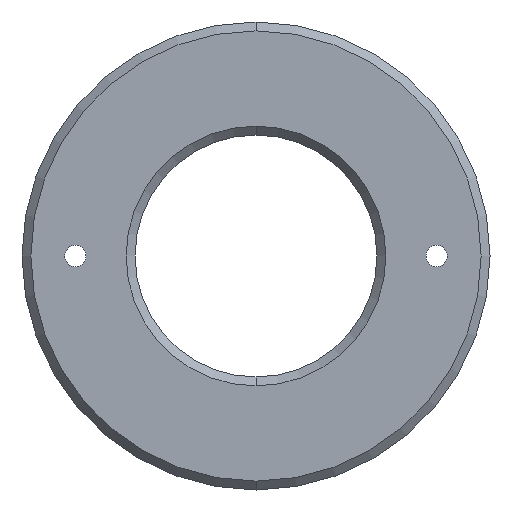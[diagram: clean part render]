
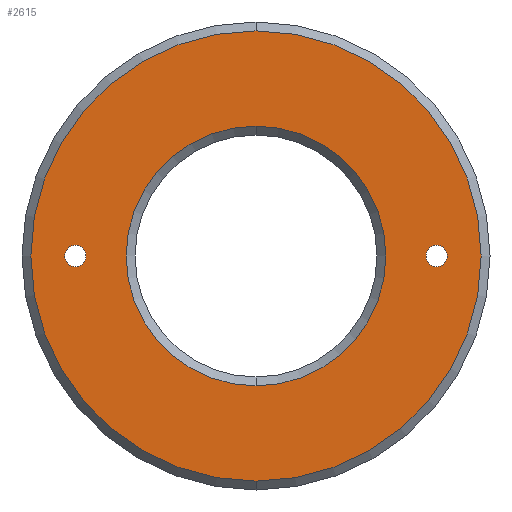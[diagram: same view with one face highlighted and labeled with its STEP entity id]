
A CAD part, front view. The second image highlights one B-rep face of the part: STEP entity #2615.
In plain terms, the highlighted planar face has unit normal (0, -1, 0).
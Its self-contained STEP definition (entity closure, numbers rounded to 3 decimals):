
#110 = CIRCLE ( 'NONE', #1085, 0.6 ) ;
#195 = DIRECTION ( 'NONE',  ( 0., 1., 0. ) ) ;
#204 = VERTEX_POINT ( 'NONE', #5490 ) ;
#615 = EDGE_CURVE ( 'NONE', #5861, #11327, #693, .T. ) ;
#693 = CIRCLE ( 'NONE', #6508, 0.6 ) ;
#698 = EDGE_CURVE ( 'NONE', #7584, #204, #110, .T. ) ;
#798 = CARTESIAN_POINT ( 'NONE',  ( 10.15, 0., 0. ) ) ;
#1085 = AXIS2_PLACEMENT_3D ( 'NONE', #2082, #195, #8608 ) ;
#1270 = CIRCLE ( 'NONE', #2816, 7.295 ) ;
#1790 = DIRECTION ( 'NONE',  ( 0., 1., 0. ) ) ;
#1887 = ORIENTED_EDGE ( 'NONE', *, *, #10104, .T. ) ;
#1895 = DIRECTION ( 'NONE',  ( 0., 0., 1. ) ) ;
#2082 = CARTESIAN_POINT ( 'NONE',  ( -10.15, 0., 0. ) ) ;
#2148 = DIRECTION ( 'NONE',  ( 0., -1., 0. ) ) ;
#2150 = EDGE_LOOP ( 'NONE', ( #9562, #9909 ) ) ;
#2265 = DIRECTION ( 'NONE',  ( 0., 0., 1. ) ) ;
#2550 = DIRECTION ( 'NONE',  ( 0., 1., 0. ) ) ;
#2615 = ADVANCED_FACE ( 'NONE', ( #7366, #10935, #6423, #4421 ), #11177, .F. ) ;
#2675 = EDGE_CURVE ( 'NONE', #11327, #5861, #8707, .T. ) ;
#2715 = CARTESIAN_POINT ( 'NONE',  ( 10.15, 0., 0. ) ) ;
#2807 = VERTEX_POINT ( 'NONE', #5007 ) ;
#2816 = AXIS2_PLACEMENT_3D ( 'NONE', #11960, #11779, #3556 ) ;
#2871 = CARTESIAN_POINT ( 'NONE',  ( 10.15, 0., -0.6 ) ) ;
#3137 = CIRCLE ( 'NONE', #8025, 7.295 ) ;
#3296 = VERTEX_POINT ( 'NONE', #10084 ) ;
#3522 = CARTESIAN_POINT ( 'NONE',  ( 0., 0., 0. ) ) ;
#3546 = AXIS2_PLACEMENT_3D ( 'NONE', #10519, #2148, #2265 ) ;
#3556 = DIRECTION ( 'NONE',  ( 0., 0., 1. ) ) ;
#3679 = DIRECTION ( 'NONE',  ( 0., 0., 1. ) ) ;
#3770 = EDGE_LOOP ( 'NONE', ( #4278, #10950 ) ) ;
#3853 = CARTESIAN_POINT ( 'NONE',  ( 0., 0., -7.295 ) ) ;
#4278 = ORIENTED_EDGE ( 'NONE', *, *, #615, .T. ) ;
#4421 = FACE_OUTER_BOUND ( 'NONE', #7000, .T. ) ;
#4478 = DIRECTION ( 'NONE',  ( 0., 0., 1. ) ) ;
#5007 = CARTESIAN_POINT ( 'NONE',  ( 0., 0., -12.645 ) ) ;
#5024 = EDGE_CURVE ( 'NONE', #2807, #5156, #10600, .T. ) ;
#5156 = VERTEX_POINT ( 'NONE', #7537 ) ;
#5397 = DIRECTION ( 'NONE',  ( 0., 1., 0. ) ) ;
#5402 = CARTESIAN_POINT ( 'NONE',  ( 10.15, 0., 0.6 ) ) ;
#5490 = CARTESIAN_POINT ( 'NONE',  ( -10.15, 0., 0.6 ) ) ;
#5597 = CARTESIAN_POINT ( 'NONE',  ( 0., 0., 0. ) ) ;
#5840 = CARTESIAN_POINT ( 'NONE',  ( -10.15, 0., 0. ) ) ;
#5861 = VERTEX_POINT ( 'NONE', #5402 ) ;
#6130 = AXIS2_PLACEMENT_3D ( 'NONE', #3522, #2550, #9268 ) ;
#6278 = ORIENTED_EDGE ( 'NONE', *, *, #698, .T. ) ;
#6335 = AXIS2_PLACEMENT_3D ( 'NONE', #798, #11118, #4478 ) ;
#6423 = FACE_BOUND ( 'NONE', #11491, .T. ) ;
#6508 = AXIS2_PLACEMENT_3D ( 'NONE', #2715, #1790, #8333 ) ;
#7000 = EDGE_LOOP ( 'NONE', ( #1887, #7004 ) ) ;
#7004 = ORIENTED_EDGE ( 'NONE', *, *, #5024, .T. ) ;
#7167 = EDGE_CURVE ( 'NONE', #204, #7584, #10814, .T. ) ;
#7288 = DIRECTION ( 'NONE',  ( 0., -1., 0. ) ) ;
#7366 = FACE_BOUND ( 'NONE', #2150, .T. ) ;
#7537 = CARTESIAN_POINT ( 'NONE',  ( 0., 0., 12.645 ) ) ;
#7584 = VERTEX_POINT ( 'NONE', #11618 ) ;
#7832 = DIRECTION ( 'NONE',  ( 0., 0., -1. ) ) ;
#8004 = EDGE_CURVE ( 'NONE', #8023, #3296, #1270, .T. ) ;
#8023 = VERTEX_POINT ( 'NONE', #3853 ) ;
#8025 = AXIS2_PLACEMENT_3D ( 'NONE', #10261, #5397, #1895 ) ;
#8333 = DIRECTION ( 'NONE',  ( 0., 0., 1. ) ) ;
#8608 = DIRECTION ( 'NONE',  ( 0., 0., -1. ) ) ;
#8707 = CIRCLE ( 'NONE', #6335, 0.6 ) ;
#8852 = AXIS2_PLACEMENT_3D ( 'NONE', #5840, #9610, #7832 ) ;
#9268 = DIRECTION ( 'NONE',  ( 1., 0., 0. ) ) ;
#9562 = ORIENTED_EDGE ( 'NONE', *, *, #8004, .T. ) ;
#9610 = DIRECTION ( 'NONE',  ( 0., 1., 0. ) ) ;
#9909 = ORIENTED_EDGE ( 'NONE', *, *, #11421, .T. ) ;
#10010 = CIRCLE ( 'NONE', #3546, 12.645 ) ;
#10084 = CARTESIAN_POINT ( 'NONE',  ( 0., 0., 7.295 ) ) ;
#10104 = EDGE_CURVE ( 'NONE', #5156, #2807, #10010, .T. ) ;
#10207 = AXIS2_PLACEMENT_3D ( 'NONE', #5597, #7288, #3679 ) ;
#10261 = CARTESIAN_POINT ( 'NONE',  ( 0., 0., 0. ) ) ;
#10519 = CARTESIAN_POINT ( 'NONE',  ( 0., 0., 0. ) ) ;
#10600 = CIRCLE ( 'NONE', #10207, 12.645 ) ;
#10814 = CIRCLE ( 'NONE', #8852, 0.6 ) ;
#10935 = FACE_BOUND ( 'NONE', #3770, .T. ) ;
#10950 = ORIENTED_EDGE ( 'NONE', *, *, #2675, .T. ) ;
#11118 = DIRECTION ( 'NONE',  ( 0., 1., 0. ) ) ;
#11177 = PLANE ( 'NONE',  #6130 ) ;
#11327 = VERTEX_POINT ( 'NONE', #2871 ) ;
#11421 = EDGE_CURVE ( 'NONE', #3296, #8023, #3137, .T. ) ;
#11491 = EDGE_LOOP ( 'NONE', ( #11752, #6278 ) ) ;
#11618 = CARTESIAN_POINT ( 'NONE',  ( -10.15, 0., -0.6 ) ) ;
#11752 = ORIENTED_EDGE ( 'NONE', *, *, #7167, .T. ) ;
#11779 = DIRECTION ( 'NONE',  ( 0., 1., 0. ) ) ;
#11960 = CARTESIAN_POINT ( 'NONE',  ( 0., 0., 0. ) ) ;
